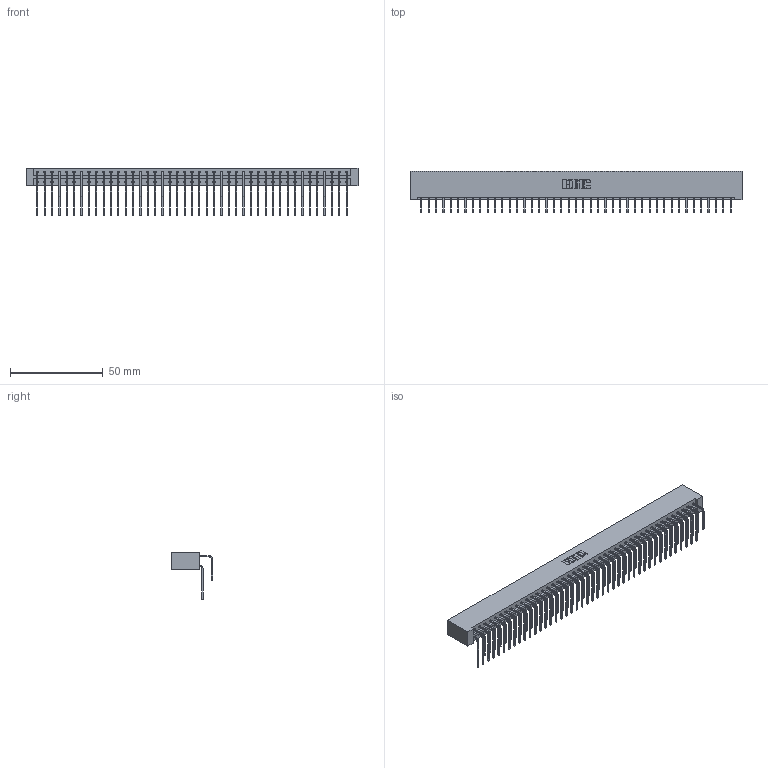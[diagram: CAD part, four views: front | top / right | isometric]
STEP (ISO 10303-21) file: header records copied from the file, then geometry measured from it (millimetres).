
FILE_DESCRIPTION (( 'STEP AP203' ), '1' );
FILE_NAME ('333-086-558-201.STEP', '2018-08-05T06:50:06', ( '' ), ( '' ), 'SwSTEP 2.0', 'SolidWorks 2016', '' );
FILE_SCHEMA (( 'CONFIG_CONTROL_DESIGN' ));
Length unit declared in the file: inch
Products named in the file (4): 333 Part_Lugless; 345-292-001_558 559 Tail - 1; 345-292-001_558 Tail - 2; 333-086-558-201
Assembly tree (87 placements, depth 2):
  333-086-558-201
    333 Part_Lugless
    345-292-001_558 559 Tail - 1  x43
    345-292-001_558 Tail - 2  x43
Bounding box: 178.64 x 22.17 x 25.53 mm (x, y, z)
Volume: 19375.6 mm3; surface area: 25413.1 mm2
Topology: 87 solids, 87 shells, 4750 faces, 14133 edges, 9306 vertices
Faces by surface type: plane 3334, cylinder 1416
Entity records: 29041 total; most frequent: CARTESIAN_POINT 4861, ORIENTED_EDGE 4746, DIRECTION 4125, EDGE_CURVE 2373, LINE 2213, VECTOR 2213, VERTEX_POINT 1578, AXIS2_PLACEMENT_3D 956
